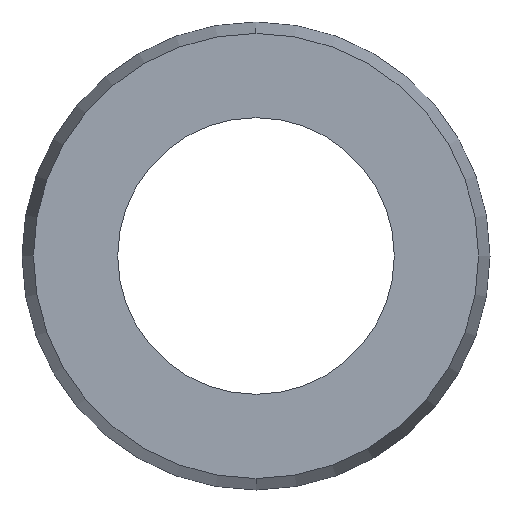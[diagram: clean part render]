
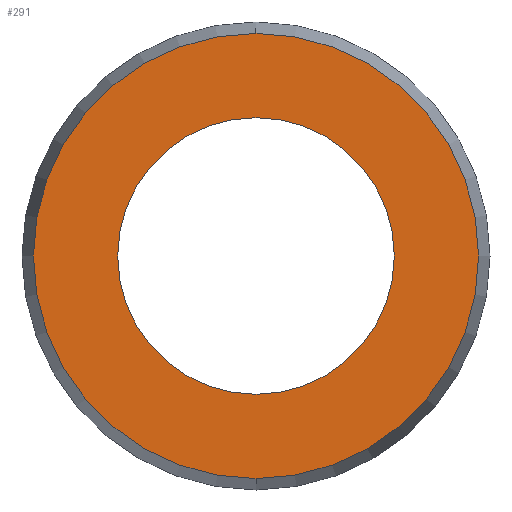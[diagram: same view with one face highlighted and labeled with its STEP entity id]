
A CAD part, left-side view. The second image highlights one B-rep face of the part: STEP entity #291.
In plain terms, the highlighted planar face has unit normal (-1, 0, 0).
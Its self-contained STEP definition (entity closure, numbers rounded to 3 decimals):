
#21 = CARTESIAN_POINT ( 'NONE',  ( 0., 20.928, 0. ) ) ;
#22 = EDGE_LOOP ( 'NONE', ( #397, #359 ) ) ;
#38 = DIRECTION ( 'NONE',  ( 0., 0., 1. ) ) ;
#39 = DIRECTION ( 'NONE',  ( 0., 0., 1. ) ) ;
#50 = VERTEX_POINT ( 'NONE', #374 ) ;
#68 = DIRECTION ( 'NONE',  ( -1., 0., 0. ) ) ;
#84 = CIRCLE ( 'NONE', #244, 20.928 ) ;
#86 = AXIS2_PLACEMENT_3D ( 'NONE', #279, #350, #104 ) ;
#102 = CIRCLE ( 'NONE', #241, 13. ) ;
#104 = DIRECTION ( 'NONE',  ( 0., 0., 1. ) ) ;
#111 = CARTESIAN_POINT ( 'NONE',  ( 0., 0., 0. ) ) ;
#112 = EDGE_CURVE ( 'NONE', #198, #415, #102, .T. ) ;
#117 = AXIS2_PLACEMENT_3D ( 'NONE', #111, #68, #38 ) ;
#129 = EDGE_CURVE ( 'NONE', #50, #364, #345, .T. ) ;
#130 = EDGE_LOOP ( 'NONE', ( #366, #442 ) ) ;
#177 = DIRECTION ( 'NONE',  ( -1., 0., 0. ) ) ;
#180 = AXIS2_PLACEMENT_3D ( 'NONE', #21, #186, #295 ) ;
#186 = DIRECTION ( 'NONE',  ( 1., 0., 0. ) ) ;
#189 = PLANE ( 'NONE',  #180 ) ;
#192 = FACE_OUTER_BOUND ( 'NONE', #130, .T. ) ;
#194 = EDGE_CURVE ( 'NONE', #415, #198, #273, .T. ) ;
#198 = VERTEX_POINT ( 'NONE', #247 ) ;
#241 = AXIS2_PLACEMENT_3D ( 'NONE', #423, #177, #39 ) ;
#244 = AXIS2_PLACEMENT_3D ( 'NONE', #330, #443, #356 ) ;
#247 = CARTESIAN_POINT ( 'NONE',  ( 0., 0., 13. ) ) ;
#248 = FACE_BOUND ( 'NONE', #22, .T. ) ;
#252 = CARTESIAN_POINT ( 'NONE',  ( 0., 0., 20.928 ) ) ;
#273 = CIRCLE ( 'NONE', #117, 13. ) ;
#279 = CARTESIAN_POINT ( 'NONE',  ( 0., 0., 0. ) ) ;
#291 = ADVANCED_FACE ( 'NONE', ( #248, #192 ), #189, .F. ) ;
#295 = DIRECTION ( 'NONE',  ( 0., 0., -1. ) ) ;
#323 = EDGE_CURVE ( 'NONE', #364, #50, #84, .T. ) ;
#330 = CARTESIAN_POINT ( 'NONE',  ( 0., 0., 0. ) ) ;
#345 = CIRCLE ( 'NONE', #86, 20.928 ) ;
#350 = DIRECTION ( 'NONE',  ( -1., 0., 0. ) ) ;
#356 = DIRECTION ( 'NONE',  ( 0., 0., 1. ) ) ;
#359 = ORIENTED_EDGE ( 'NONE', *, *, #194, .F. ) ;
#364 = VERTEX_POINT ( 'NONE', #252 ) ;
#366 = ORIENTED_EDGE ( 'NONE', *, *, #129, .T. ) ;
#374 = CARTESIAN_POINT ( 'NONE',  ( 0., 0., -20.928 ) ) ;
#397 = ORIENTED_EDGE ( 'NONE', *, *, #112, .F. ) ;
#415 = VERTEX_POINT ( 'NONE', #454 ) ;
#423 = CARTESIAN_POINT ( 'NONE',  ( 0., 0., 0. ) ) ;
#442 = ORIENTED_EDGE ( 'NONE', *, *, #323, .T. ) ;
#443 = DIRECTION ( 'NONE',  ( -1., 0., 0. ) ) ;
#454 = CARTESIAN_POINT ( 'NONE',  ( 0., 0., -13. ) ) ;
